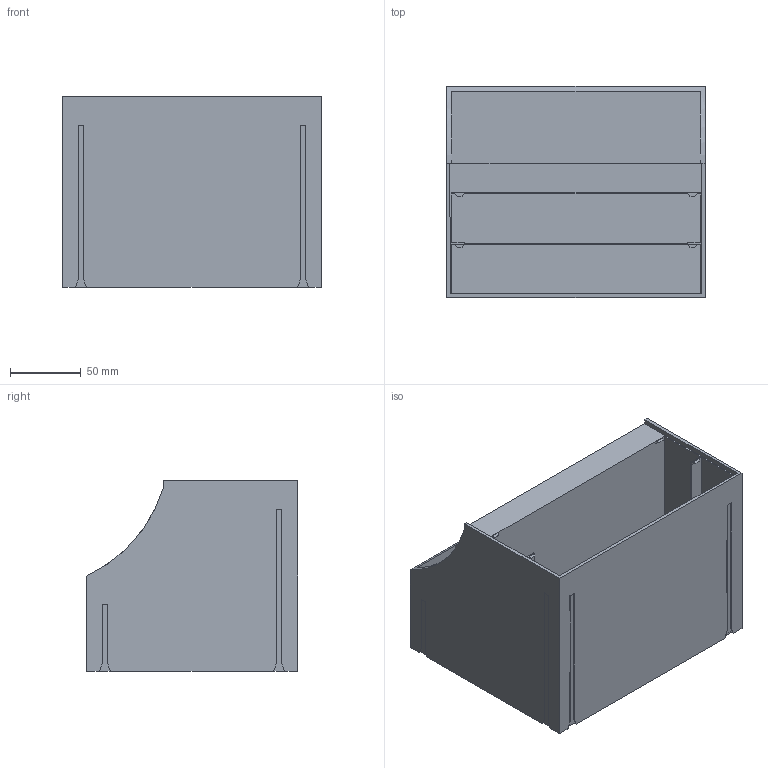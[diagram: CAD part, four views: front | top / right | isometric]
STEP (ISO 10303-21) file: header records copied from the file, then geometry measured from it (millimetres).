
FILE_DESCRIPTION(/* description */ (''),/* implementation_level */ '2;1');
FILE_NAME(/* name */ 'BoxMiddleMiddle_2.5x2x2_2drawer_and_bin.stp',/* time_stamp */ '2023-02-05T08:32:30-05:00',/* author */ ('stewie'),/* organization */ (''),/* preprocessor_version */ 'ST-DEVELOPER v18',/* originating_system */ 'Autodesk Inventor 2020',/* authorisation */ '');
FILE_SCHEMA (('AUTOMOTIVE_DESIGN { 1 0 10303 214 3 1 1 }'));
Length unit declared in the file: millimetre
Products named in the file (1): BoxMidMid2.5WideDblTallDblDeepBtmDrwrTopBin
Bounding box: 182.65 x 149.28 x 134.4 mm (x, y, z)
Volume: 330490.9 mm3; surface area: 254485.1 mm2
Topology: 1 solids, 1 shells, 144 faces, 400 edges, 260 vertices
Faces by surface type: plane 143, cylinder 1
Entity records: 4529 total; most frequent: CARTESIAN_POINT 805, ORIENTED_EDGE 800, DIRECTION 694, EDGE_CURVE 400, LINE 396, VECTOR 396, VERTEX_POINT 260, AXIS2_PLACEMENT_3D 149
